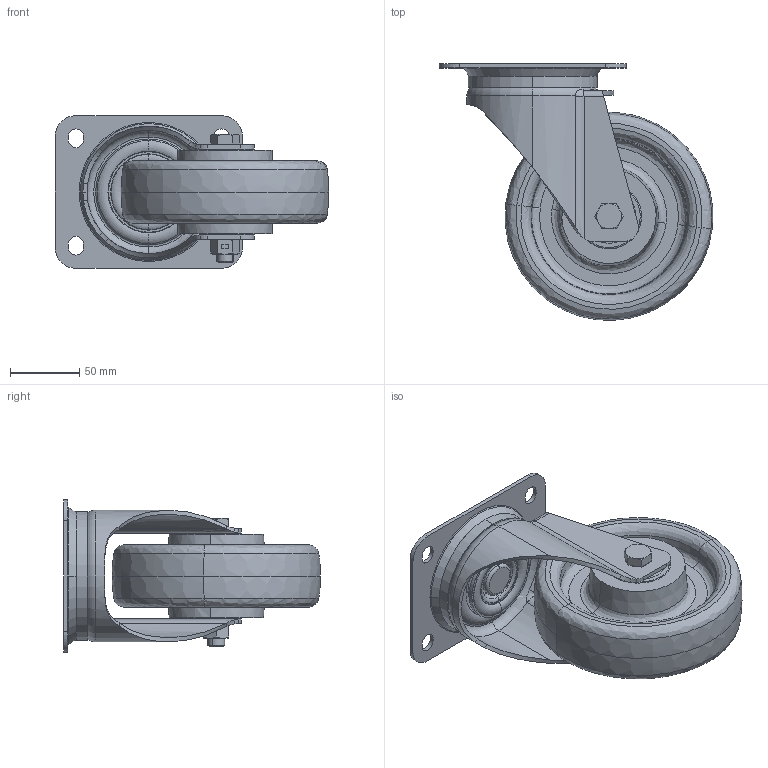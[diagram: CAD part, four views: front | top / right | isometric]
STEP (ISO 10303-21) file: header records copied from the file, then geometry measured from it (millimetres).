
FILE_DESCRIPTION (( 'STEP AP214' ), '1' );
FILE_NAME ('0056005.step', '2023-07-25T09:50:22', ( '' ), ( '' ), 'SwSTEP 2.0', 'SolidWorks 2020', '' );
FILE_SCHEMA (( 'AUTOMOTIVE_DESIGN' ));
Length unit declared in the file: millimetre
Products named in the file (1): 0056005
Bounding box: 197.39 x 184.96 x 110 mm (x, y, z)
Volume: 738907.5 mm3; surface area: 216139.5 mm2
Topology: 27 solids, 27 shells, 489 faces, 1070 edges, 630 vertices
Faces by surface type: plane 113, cylinder 112, torus 108, cone 86, bspline 46, sphere 24
Entity records: 22962 total; most frequent: CARTESIAN_POINT 6740, DIRECTION 2376, ORIENTED_EDGE 2044, AXIS2_PLACEMENT_3D 1037, EDGE_CURVE 1022, VERTEX_POINT 606, CIRCLE 593, EDGE_LOOP 554
